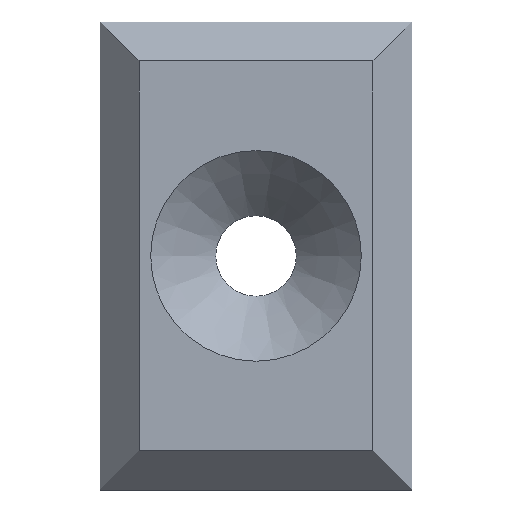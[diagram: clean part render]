
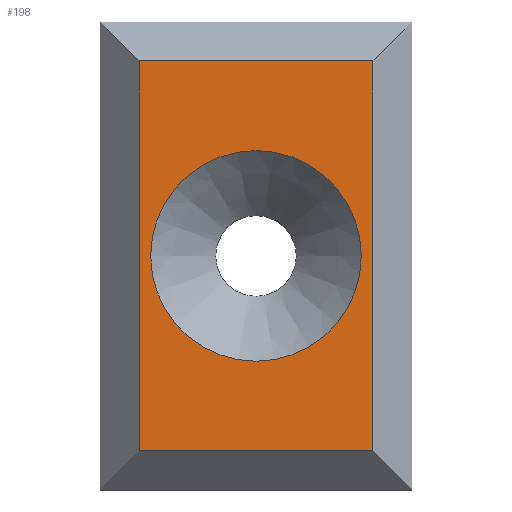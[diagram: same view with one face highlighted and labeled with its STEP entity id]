
A CAD part, top view. The second image highlights one B-rep face of the part: STEP entity #198.
In plain terms, the highlighted planar face has unit normal (0, 0, 1).
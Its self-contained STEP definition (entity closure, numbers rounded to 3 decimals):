
#17=FACE_BOUND('',#41,.T.);
#19=CIRCLE('',#234,4.05);
#28=FACE_OUTER_BOUND('',#40,.T.);
#40=EDGE_LOOP('',(#156,#157,#158,#159));
#41=EDGE_LOOP('',(#160));
#48=LINE('',#300,#70);
#52=LINE('',#308,#74);
#55=LINE('',#314,#77);
#59=LINE('',#320,#81);
#70=VECTOR('',#246,10.);
#74=VECTOR('',#252,10.);
#77=VECTOR('',#257,10.);
#81=VECTOR('',#263,10.);
#92=VERTEX_POINT('',#298);
#93=VERTEX_POINT('',#299);
#96=VERTEX_POINT('',#307);
#98=VERTEX_POINT('',#313);
#103=VERTEX_POINT('',#332);
#107=EDGE_CURVE('',#92,#93,#48,.T.);
#111=EDGE_CURVE('',#93,#96,#52,.T.);
#114=EDGE_CURVE('',#96,#98,#55,.T.);
#118=EDGE_CURVE('',#98,#92,#59,.T.);
#124=EDGE_CURVE('',#103,#103,#19,.T.);
#156=ORIENTED_EDGE('',*,*,#107,.F.);
#157=ORIENTED_EDGE('',*,*,#118,.F.);
#158=ORIENTED_EDGE('',*,*,#114,.F.);
#159=ORIENTED_EDGE('',*,*,#111,.F.);
#160=ORIENTED_EDGE('',*,*,#124,.F.);
#188=PLANE('',#233);
#198=ADVANCED_FACE('',(#28,#17),#188,.T.);
#233=AXIS2_PLACEMENT_3D('',#331,#273,#274);
#234=AXIS2_PLACEMENT_3D('',#333,#275,#276);
#246=DIRECTION('',(0.,1.,0.));
#252=DIRECTION('',(1.,0.,0.));
#257=DIRECTION('',(0.,-1.,0.));
#263=DIRECTION('',(-1.,0.,0.));
#273=DIRECTION('center_axis',(0.,0.,1.));
#274=DIRECTION('ref_axis',(1.,0.,0.));
#275=DIRECTION('center_axis',(0.,0.,1.));
#276=DIRECTION('ref_axis',(-1.,0.,0.));
#298=CARTESIAN_POINT('',(131.5,73.5,3.));
#299=CARTESIAN_POINT('',(131.5,88.5,3.));
#300=CARTESIAN_POINT('',(131.5,85.5,3.));
#307=CARTESIAN_POINT('',(140.5,88.5,3.));
#308=CARTESIAN_POINT('',(139.,88.5,3.));
#313=CARTESIAN_POINT('',(140.5,73.5,3.));
#314=CARTESIAN_POINT('',(140.5,76.5,3.));
#320=CARTESIAN_POINT('',(133.,73.5,3.));
#331=CARTESIAN_POINT('Origin',(136.,81.,3.));
#332=CARTESIAN_POINT('',(140.05,81.,3.));
#333=CARTESIAN_POINT('Origin',(136.,81.,3.));
